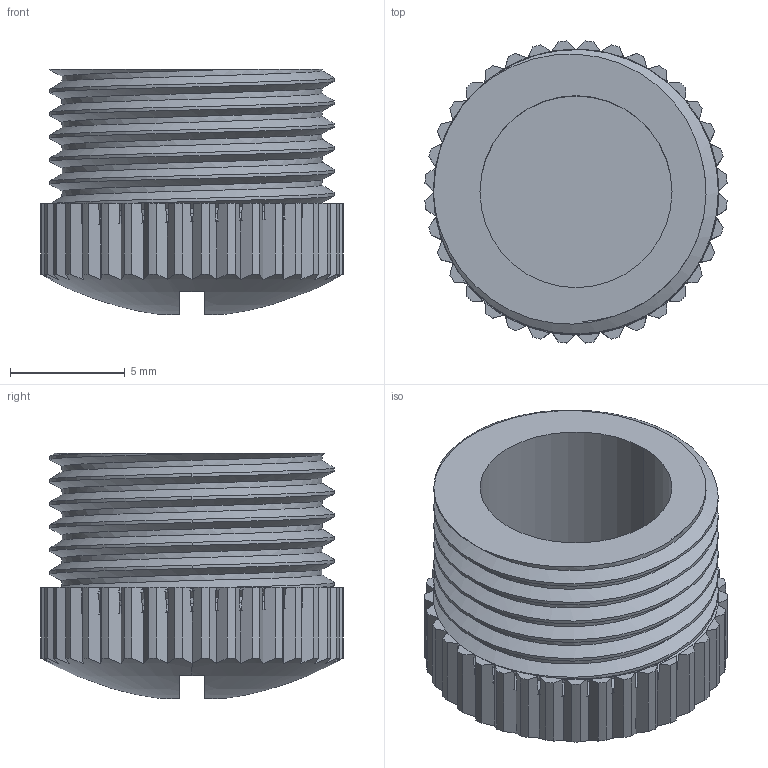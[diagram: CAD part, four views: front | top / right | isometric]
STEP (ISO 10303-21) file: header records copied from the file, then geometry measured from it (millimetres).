
FILE_DESCRIPTION (( 'STEP AP214' ), '1' );
FILE_NAME ('MDC-PLUG-PA.STEP', '2007-06-13T16:17:36', ( 'Bruce Mistarz' ), ( 'Mencom Corp' ), 'SwSTEP 2.0', 'SolidWorks 2007', '' );
FILE_SCHEMA (( 'AUTOMOTIVE_DESIGN' ));
Length unit declared in the file: inch
Products named in the file (1): MDC-PLUG-PA
Bounding box: 13.18 x 13.18 x 10.7 mm (x, y, z)
Volume: 710.7 mm3; surface area: 1103.1 mm2
Topology: 1 solids, 1 shells, 242 faces, 819 edges, 542 vertices
Faces by surface type: plane 132, bspline 55, cylinder 53, torus 2
Entity records: 23584 total; most frequent: CARTESIAN_POINT 15582, ORIENTED_EDGE 1638, DIRECTION 842, EDGE_CURVE 819, VERTEX_POINT 542, B_SPLINE_CURVE_WITH_KNOTS 363, AXIS2_PLACEMENT_3D 297, VECTOR 248
